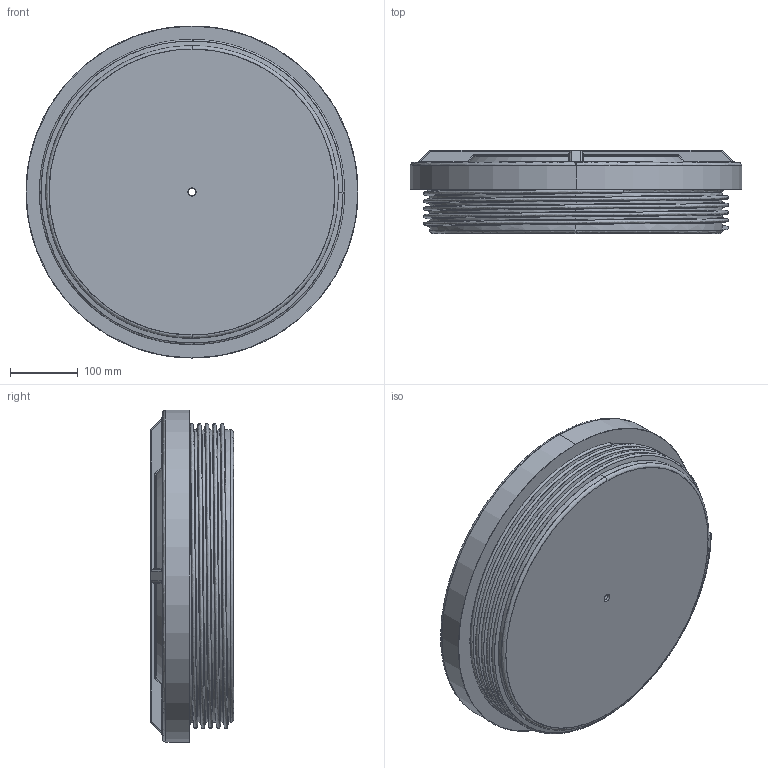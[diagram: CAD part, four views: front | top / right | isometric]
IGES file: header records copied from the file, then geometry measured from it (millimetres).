
Start section: SolidWorks IGES file using analytic representation for surfaces
Global section: file name: TAMPA 435MM ROTOMOLDADA.IGS; native system: SolidWorks 2025; preprocessor: SolidWorks 2025; author: DELL_POLITI; date: 250604.125101; units: millimetre
Bounding box: 490 x 123 x 490 mm (x, y, z)
Surface area: 1143245 mm2 (no closed solid volume)
Topology: 0 solids, 0 shells, 247 faces, 2693 edges, 2660 vertices
Faces by surface type: revolution 129, bspline 118
